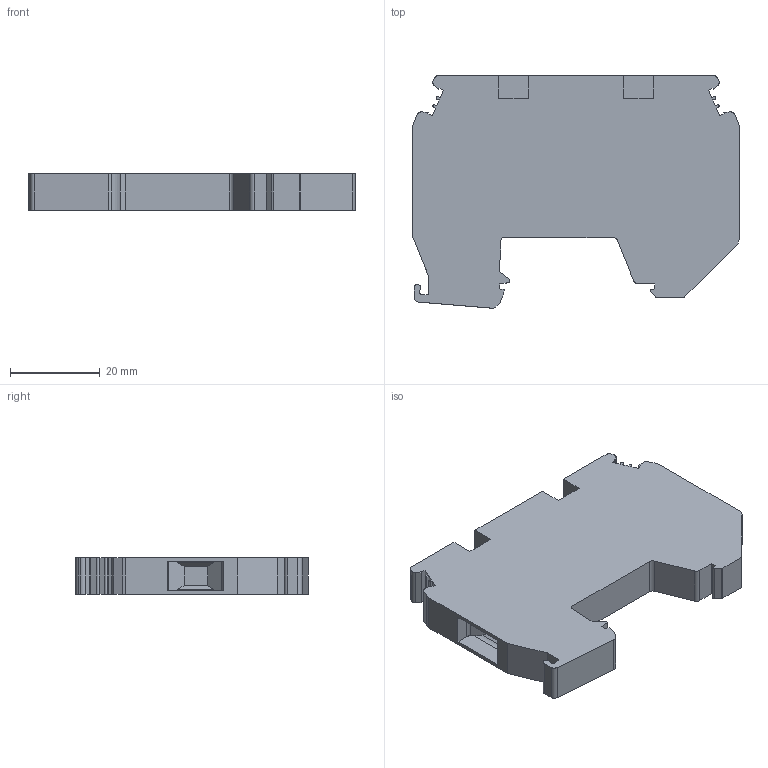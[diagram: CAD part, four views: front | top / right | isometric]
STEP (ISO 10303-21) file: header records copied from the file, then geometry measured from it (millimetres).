
FILE_DESCRIPTION((''),'2;1');
FILE_NAME('UKHV-6S','2021-09-08T',('Administrator'),(''),'PRO/ENGINEER BY PARAMETRIC TECHNOLOGY CORPORATION, 2013230','PRO/ENGINEER BY PARAMETRIC TECHNOLOGY CORPORATION, 2013230','');
FILE_SCHEMA(('AUTOMOTIVE_DESIGN { 1 0 10303 214 1 1 1 1 }'));
Length unit declared in the file: millimetre
Products named in the file (1): UKHV-6S
Bounding box: 72.5 x 51.7 x 8.2 mm (x, y, z)
Volume: 22521.8 mm3; surface area: 9379.1 mm2
Topology: 1 solids, 1 shells, 125 faces, 354 edges, 236 vertices
Faces by surface type: plane 88, cylinder 37
Entity records: 4102 total; most frequent: CARTESIAN_POINT 729, ORIENTED_EDGE 708, DIRECTION 662, EDGE_CURVE 354, VECTOR 280, LINE 280, VERTEX_POINT 236, AXIS2_PLACEMENT_3D 191
